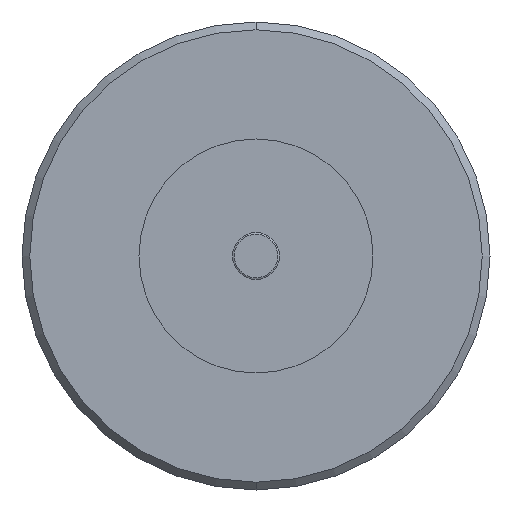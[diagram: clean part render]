
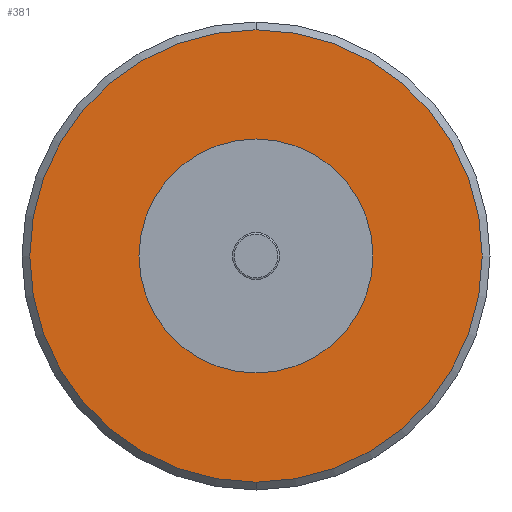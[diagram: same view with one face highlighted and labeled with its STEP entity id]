
A CAD part, front view. The second image highlights one B-rep face of the part: STEP entity #381.
In plain terms, the highlighted planar face has unit normal (0, -1, 0).
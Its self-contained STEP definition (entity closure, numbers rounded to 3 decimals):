
#65 = VERTEX_POINT ( 'NONE', #611 ) ;
#201 = EDGE_CURVE ( 'NONE', #202, #65, #804, .T. ) ;
#202 = VERTEX_POINT ( 'NONE', #881 ) ;
#205 = VERTEX_POINT ( 'NONE', #874 ) ;
#208 = EDGE_CURVE ( 'NONE', #435, #205, #865, .T. ) ;
#360 = ORIENTED_EDGE ( 'NONE', *, *, #208, .T. ) ;
#380 = EDGE_CURVE ( 'NONE', #65, #202, #1352, .T. ) ;
#381 = ADVANCED_FACE ( 'NONE', ( #1364, #1349 ), #1193, .T. ) ;
#382 = ORIENTED_EDGE ( 'NONE', *, *, #673, .T. ) ;
#383 = EDGE_LOOP ( 'NONE', ( #385, #390 ) ) ;
#385 = ORIENTED_EDGE ( 'NONE', *, *, #380, .F. ) ;
#390 = ORIENTED_EDGE ( 'NONE', *, *, #201, .F. ) ;
#410 = EDGE_LOOP ( 'NONE', ( #382, #360 ) ) ;
#435 = VERTEX_POINT ( 'NONE', #1248 ) ;
#611 = CARTESIAN_POINT ( 'NONE',  ( 0., 0., -7.5 ) ) ;
#673 = EDGE_CURVE ( 'NONE', #205, #435, #1584, .T. ) ;
#804 = CIRCLE ( 'NONE', #880, 7.5 ) ;
#865 = CIRCLE ( 'NONE', #876, 14.5 ) ;
#874 = CARTESIAN_POINT ( 'NONE',  ( 0., 0., 14.5 ) ) ;
#876 = AXIS2_PLACEMENT_3D ( 'NONE', #944, #943, #942 ) ;
#877 = DIRECTION ( 'NONE',  ( 0., 0., -1. ) ) ;
#878 = DIRECTION ( 'NONE',  ( 0., -1., 0. ) ) ;
#879 = CARTESIAN_POINT ( 'NONE',  ( 0., 0., 0. ) ) ;
#880 = AXIS2_PLACEMENT_3D ( 'NONE', #879, #878, #877 ) ;
#881 = CARTESIAN_POINT ( 'NONE',  ( 0., 0., 7.5 ) ) ;
#942 = DIRECTION ( 'NONE',  ( 0., 0., -1. ) ) ;
#943 = DIRECTION ( 'NONE',  ( 0., -1., 0. ) ) ;
#944 = CARTESIAN_POINT ( 'NONE',  ( 0., 0., 0. ) ) ;
#1193 = PLANE ( 'NONE',  #1353 ) ;
#1248 = CARTESIAN_POINT ( 'NONE',  ( 0., 0., -14.5 ) ) ;
#1339 = DIRECTION ( 'NONE',  ( 0., 0., -1. ) ) ;
#1340 = DIRECTION ( 'NONE',  ( 0., -1., 0. ) ) ;
#1341 = CARTESIAN_POINT ( 'NONE',  ( 14.5, 0., 0. ) ) ;
#1345 = DIRECTION ( 'NONE',  ( 0., 0., -1. ) ) ;
#1346 = DIRECTION ( 'NONE',  ( 0., -1., 0. ) ) ;
#1347 = CARTESIAN_POINT ( 'NONE',  ( 0., 0., 0. ) ) ;
#1348 = AXIS2_PLACEMENT_3D ( 'NONE', #1347, #1346, #1345 ) ;
#1349 = FACE_BOUND ( 'NONE', #383, .T. ) ;
#1352 = CIRCLE ( 'NONE', #1348, 7.5 ) ;
#1353 = AXIS2_PLACEMENT_3D ( 'NONE', #1341, #1340, #1339 ) ;
#1364 = FACE_OUTER_BOUND ( 'NONE', #410, .T. ) ;
#1496 = AXIS2_PLACEMENT_3D ( 'NONE', #1577, #1576, #1575 ) ;
#1575 = DIRECTION ( 'NONE',  ( 0., 0., -1. ) ) ;
#1576 = DIRECTION ( 'NONE',  ( 0., -1., 0. ) ) ;
#1577 = CARTESIAN_POINT ( 'NONE',  ( 0., 0., 0. ) ) ;
#1584 = CIRCLE ( 'NONE', #1496, 14.5 ) ;
